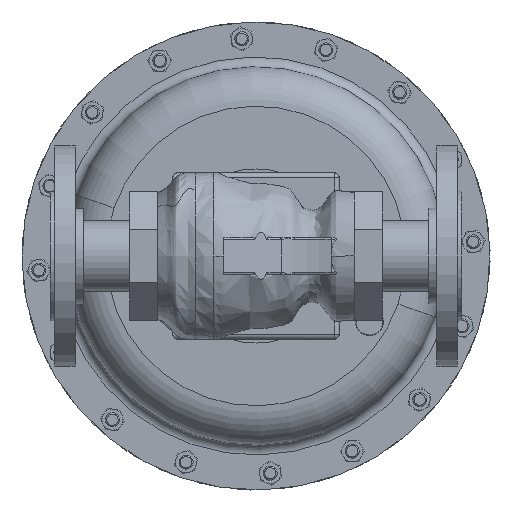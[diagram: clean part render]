
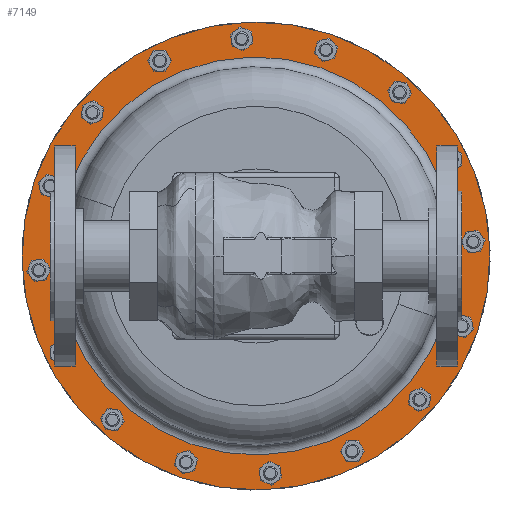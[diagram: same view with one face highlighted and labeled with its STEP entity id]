
A CAD part, front view. The second image highlights one B-rep face of the part: STEP entity #7149.
In plain terms, the highlighted planar face has unit normal (0, -1, 0).
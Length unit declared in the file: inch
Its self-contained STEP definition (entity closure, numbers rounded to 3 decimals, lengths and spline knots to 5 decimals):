
#197 = CARTESIAN_POINT ( 'NONE',  ( 0., 10.483, 0. ) ) ;
#1939 = DIRECTION ( 'NONE',  ( -0.947, 0., 0.321 ) ) ;
#2127 = DIRECTION ( 'NONE',  ( 0., 1., 0. ) ) ;
#3792 = DIRECTION ( 'NONE',  ( 0.947, 0., -0.321 ) ) ;
#6891 = CARTESIAN_POINT ( 'NONE',  ( 5.03293, 10.483, -1.70845 ) ) ;
#7149 = ADVANCED_FACE ( 'NONE', ( #43950, #15544 ), #44584, .T. ) ;
#8100 = CIRCLE ( 'NONE', #12597, 5.315 ) ;
#8472 = VERTEX_POINT ( 'NONE', #32952 ) ;
#9326 = EDGE_CURVE ( 'NONE', #34881, #8472, #30457, .T. ) ;
#10790 = CARTESIAN_POINT ( 'NONE',  ( -5.91831, 10.483, 2.009 ) ) ;
#11881 = ORIENTED_EDGE ( 'NONE', *, *, #37667, .T. ) ;
#12132 = CARTESIAN_POINT ( 'NONE',  ( 0., 10.483, 0. ) ) ;
#12597 = AXIS2_PLACEMENT_3D ( 'NONE', #40793, #19415, #44367 ) ;
#15544 = FACE_OUTER_BOUND ( 'NONE', #27682, .T. ) ;
#15695 = DIRECTION ( 'NONE',  ( 0.947, 0., -0.321 ) ) ;
#19415 = DIRECTION ( 'NONE',  ( 0., 1., 0. ) ) ;
#20418 = ORIENTED_EDGE ( 'NONE', *, *, #29062, .T. ) ;
#21526 = ORIENTED_EDGE ( 'NONE', *, *, #9326, .F. ) ;
#22094 = EDGE_CURVE ( 'NONE', #8472, #34881, #32318, .T. ) ;
#22137 = CARTESIAN_POINT ( 'NONE',  ( -5.03293, 10.483, 1.70845 ) ) ;
#23228 = DIRECTION ( 'NONE',  ( 0., -1., 0. ) ) ;
#23322 = VERTEX_POINT ( 'NONE', #6891 ) ;
#23410 = CARTESIAN_POINT ( 'NONE',  ( 0., 10.483, 0. ) ) ;
#25061 = DIRECTION ( 'NONE',  ( 0., 1., 0. ) ) ;
#26346 = AXIS2_PLACEMENT_3D ( 'NONE', #197, #25061, #3792 ) ;
#26990 = DIRECTION ( 'NONE',  ( 0.947, 0., -0.321 ) ) ;
#27282 = AXIS2_PLACEMENT_3D ( 'NONE', #12132, #37055, #15695 ) ;
#27682 = EDGE_LOOP ( 'NONE', ( #43073, #21526 ) ) ;
#29062 = EDGE_CURVE ( 'NONE', #42098, #23322, #8100, .T. ) ;
#30187 = AXIS2_PLACEMENT_3D ( 'NONE', #44282, #23228, #1939 ) ;
#30457 = CIRCLE ( 'NONE', #26346, 6.25 ) ;
#32318 = CIRCLE ( 'NONE', #27282, 6.25 ) ;
#32727 = CIRCLE ( 'NONE', #39090, 5.315 ) ;
#32952 = CARTESIAN_POINT ( 'NONE',  ( 5.91831, 10.483, -2.009 ) ) ;
#34881 = VERTEX_POINT ( 'NONE', #10790 ) ;
#37055 = DIRECTION ( 'NONE',  ( 0., 1., 0. ) ) ;
#37667 = EDGE_CURVE ( 'NONE', #23322, #42098, #32727, .T. ) ;
#39090 = AXIS2_PLACEMENT_3D ( 'NONE', #23410, #2127, #26990 ) ;
#40793 = CARTESIAN_POINT ( 'NONE',  ( 0., 10.483, 0. ) ) ;
#42098 = VERTEX_POINT ( 'NONE', #22137 ) ;
#43073 = ORIENTED_EDGE ( 'NONE', *, *, #22094, .F. ) ;
#43098 = EDGE_LOOP ( 'NONE', ( #11881, #20418 ) ) ;
#43950 = FACE_BOUND ( 'NONE', #43098, .T. ) ;
#44282 = CARTESIAN_POINT ( 'NONE',  ( -2.009, 10.483, -5.91831 ) ) ;
#44367 = DIRECTION ( 'NONE',  ( 0.947, 0., -0.321 ) ) ;
#44584 = PLANE ( 'NONE',  #30187 ) ;
